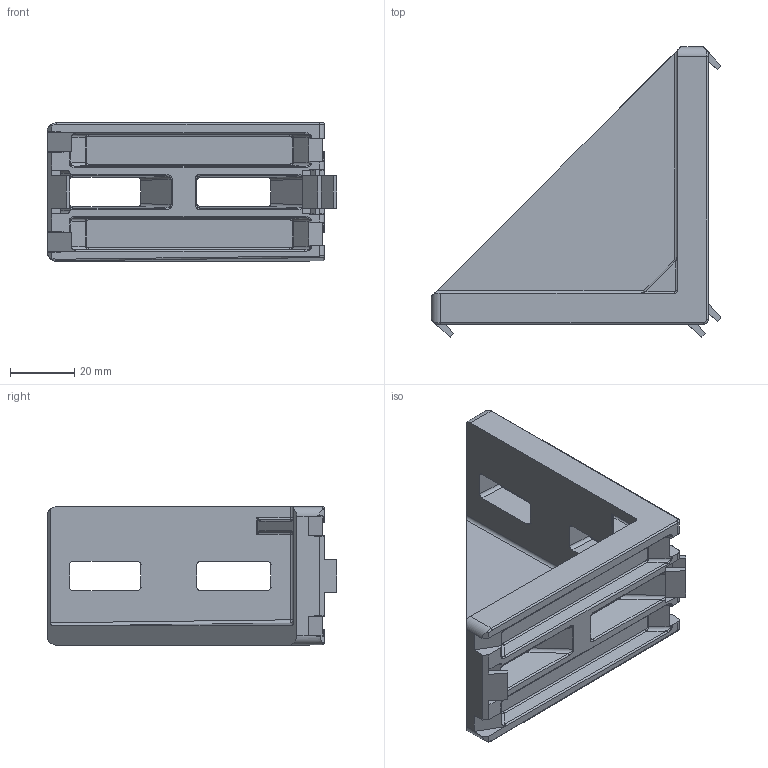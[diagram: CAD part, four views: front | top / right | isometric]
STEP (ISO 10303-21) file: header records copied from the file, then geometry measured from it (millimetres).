
FILE_DESCRIPTION(('STEP AP214'),'1');
FILE_NAME('fath_093w451n10.stp','2017-05-02T01:28:53',('TraceParts'),('TraceParts S.A.'),'Spatial InterOp 3D',' ',' ');
FILE_SCHEMA(('automotive_design'));
Length unit declared in the file: millimetre
Products named in the file (1): fath_093w451n10
Bounding box: 89.98 x 89.98 x 43 mm (x, y, z)
Volume: 58506 mm3; surface area: 26918.1 mm2
Topology: 1 solids, 1 shells, 302 faces, 793 edges, 486 vertices
Faces by surface type: cylinder 110, plane 110, bspline 76, torus 5, sphere 1
Entity records: 12746 total; most frequent: CARTESIAN_POINT 3812, ORIENTED_EDGE 1576, DIRECTION 1146, EDGE_CURVE 788, VERTEX_POINT 486, LINE 410, VECTOR 410, AXIS2_PLACEMENT_3D 368
